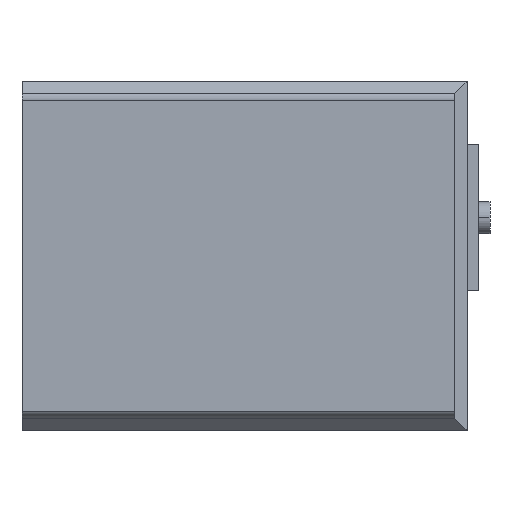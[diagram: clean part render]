
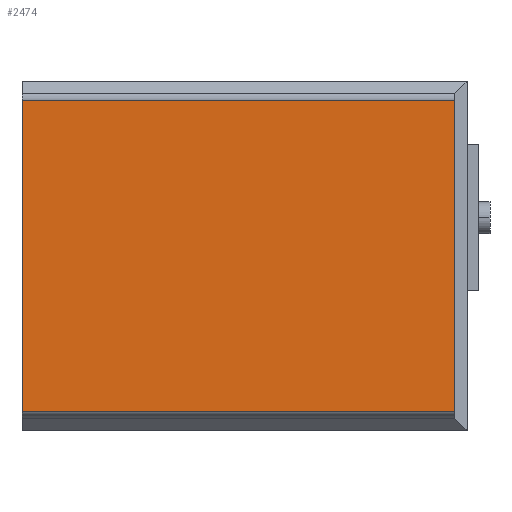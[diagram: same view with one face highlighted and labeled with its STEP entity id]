
A CAD part, left-side view. The second image highlights one B-rep face of the part: STEP entity #2474.
In plain terms, the highlighted planar face has unit normal (-1, 0, 0).
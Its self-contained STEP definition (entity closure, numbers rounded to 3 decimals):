
#23 = VECTOR ( 'NONE', #123, 1000. ) ;
#123 = DIRECTION ( 'NONE',  ( 0., 1., 0. ) ) ;
#417 = LINE ( 'NONE', #3152, #3409 ) ;
#480 = CARTESIAN_POINT ( 'NONE',  ( -75., -33., -24.5 ) ) ;
#638 = ORIENTED_EDGE ( 'NONE', *, *, #3540, .F. ) ;
#870 = CARTESIAN_POINT ( 'NONE',  ( -75., 35., -24.5 ) ) ;
#979 = CARTESIAN_POINT ( 'NONE',  ( -75., -33., 24.5 ) ) ;
#1001 = CARTESIAN_POINT ( 'NONE',  ( -75., -33., 24.5 ) ) ;
#1002 = EDGE_CURVE ( 'NONE', #4751, #5183, #4378, .T. ) ;
#1164 = ORIENTED_EDGE ( 'NONE', *, *, #1002, .F. ) ;
#1227 = DIRECTION ( 'NONE',  ( 0., -1., 0. ) ) ;
#1352 = PLANE ( 'NONE',  #2723 ) ;
#1545 = DIRECTION ( 'NONE',  ( 0., 0., 1. ) ) ;
#1828 = DIRECTION ( 'NONE',  ( 0., 0., -1. ) ) ;
#1870 = VERTEX_POINT ( 'NONE', #979 ) ;
#1911 = EDGE_CURVE ( 'NONE', #4575, #4751, #2189, .T. ) ;
#2189 = LINE ( 'NONE', #2239, #23 ) ;
#2239 = CARTESIAN_POINT ( 'NONE',  ( -75., -33., -24.5 ) ) ;
#2474 = ADVANCED_FACE ( 'NONE', ( #4561 ), #1352, .F. ) ;
#2547 = EDGE_CURVE ( 'NONE', #1870, #4575, #3093, .T. ) ;
#2723 = AXIS2_PLACEMENT_3D ( 'NONE', #4538, #4513, #4976 ) ;
#3093 = LINE ( 'NONE', #1001, #4836 ) ;
#3152 = CARTESIAN_POINT ( 'NONE',  ( -75., 35., 24.5 ) ) ;
#3254 = ORIENTED_EDGE ( 'NONE', *, *, #1911, .F. ) ;
#3409 = VECTOR ( 'NONE', #1227, 1000. ) ;
#3540 = EDGE_CURVE ( 'NONE', #5183, #1870, #417, .T. ) ;
#3696 = CARTESIAN_POINT ( 'NONE',  ( -75., 35., -24.5 ) ) ;
#3860 = EDGE_LOOP ( 'NONE', ( #638, #1164, #3254, #5117 ) ) ;
#4138 = VECTOR ( 'NONE', #1545, 1000. ) ;
#4378 = LINE ( 'NONE', #3696, #4138 ) ;
#4513 = DIRECTION ( 'NONE',  ( 1., 0., 0. ) ) ;
#4538 = CARTESIAN_POINT ( 'NONE',  ( -75., 1., 0. ) ) ;
#4561 = FACE_OUTER_BOUND ( 'NONE', #3860, .T. ) ;
#4575 = VERTEX_POINT ( 'NONE', #480 ) ;
#4725 = CARTESIAN_POINT ( 'NONE',  ( -75., 35., 24.5 ) ) ;
#4751 = VERTEX_POINT ( 'NONE', #870 ) ;
#4836 = VECTOR ( 'NONE', #1828, 1000. ) ;
#4976 = DIRECTION ( 'NONE',  ( 0., 0., -1. ) ) ;
#5117 = ORIENTED_EDGE ( 'NONE', *, *, #2547, .F. ) ;
#5183 = VERTEX_POINT ( 'NONE', #4725 ) ;
